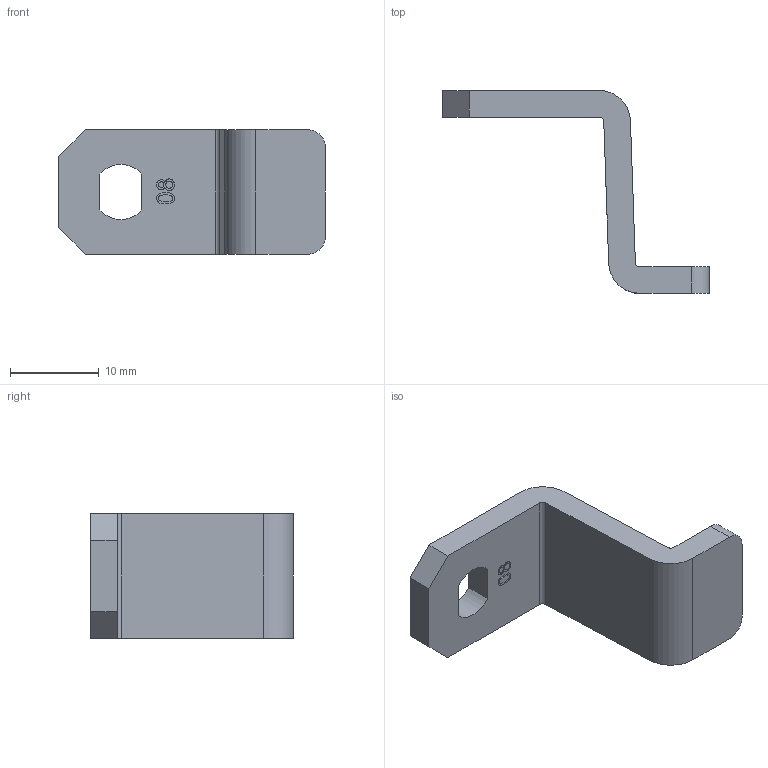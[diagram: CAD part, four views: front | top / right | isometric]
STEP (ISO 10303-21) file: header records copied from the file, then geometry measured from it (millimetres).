
FILE_DESCRIPTION(('STEP AP214'),'1');
FILE_NAME('me.step','2017-07-19T05:54:41',(' '),(' '),'Spatial InterOp 3D',' ',' ');
FILE_SCHEMA(('automotive_design'));
Length unit declared in the file: millimetre
Products named in the file (2): _90; 1
Bounding box: 30 x 22.8 x 14 mm (x, y, z)
Volume: 1886.1 mm3; surface area: 1669.4 mm2
Topology: 1 solids, 1 shells, 35 faces, 85 edges, 58 vertices
Faces by surface type: plane 21, cylinder 8, extrusion 6
Entity records: 1570 total; most frequent: CARTESIAN_POINT 452, ORIENTED_EDGE 160, DIRECTION 149, EDGE_CURVE 80, VERTEX_POINT 56, VECTOR 55, LINE 49, AXIS2_PLACEMENT_3D 47
